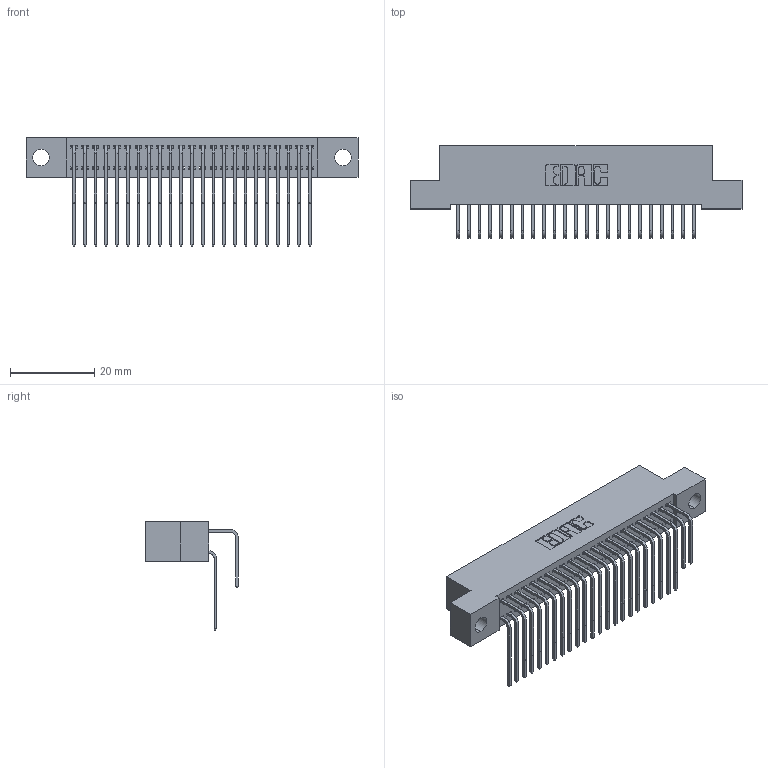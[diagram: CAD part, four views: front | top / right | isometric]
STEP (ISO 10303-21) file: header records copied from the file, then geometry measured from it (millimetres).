
FILE_DESCRIPTION (( 'STEP AP203' ), '1' );
FILE_NAME ('342-046-558-204.STEP', '2019-10-02T20:57:31', ( '' ), ( '' ), 'SwSTEP 2.0', 'SolidWorks 2016', '' );
FILE_SCHEMA (( 'CONFIG_CONTROL_DESIGN' ));
Length unit declared in the file: inch
Products named in the file (4): 342 Part_.156 TH; 345-292-001_558 559 Tail - 1; 345-292-001_558 Tail - 2; 342-046-558-204
Assembly tree (47 placements, depth 2):
  342-046-558-204
    342 Part_.156 TH
    345-292-001_558 559 Tail - 1  x23
    345-292-001_558 Tail - 2  x23
Bounding box: 78.74 x 21.91 x 25.78 mm (x, y, z)
Volume: 7163.2 mm3; surface area: 12216.3 mm2
Topology: 47 solids, 47 shells, 2594 faces, 7705 edges, 5074 vertices
Faces by surface type: plane 1814, cylinder 780
Entity records: 18909 total; most frequent: CARTESIAN_POINT 3205, ORIENTED_EDGE 3090, DIRECTION 2753, EDGE_CURVE 1545, VECTOR 1377, LINE 1377, VERTEX_POINT 1026, AXIS2_PLACEMENT_3D 688
